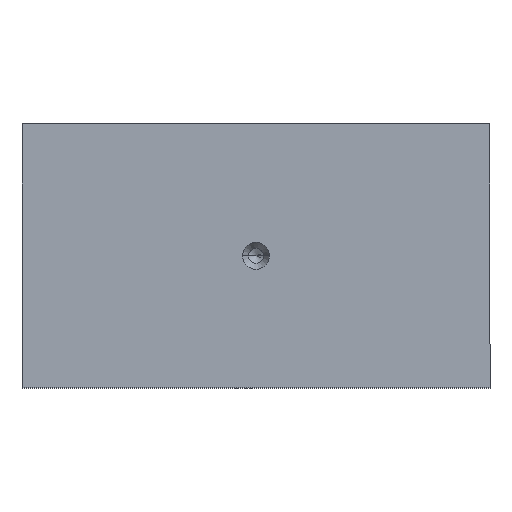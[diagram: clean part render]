
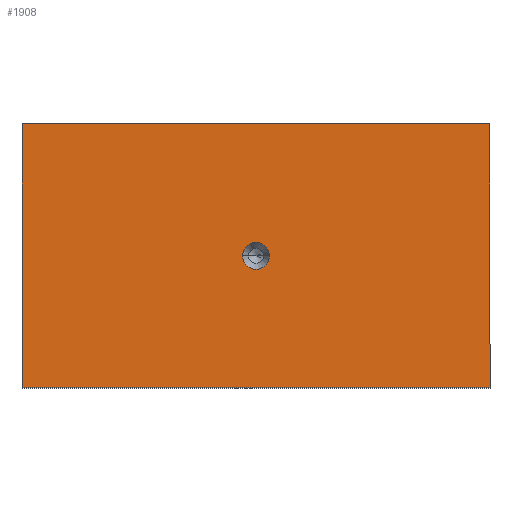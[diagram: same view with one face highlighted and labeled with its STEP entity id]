
A CAD part, top view. The second image highlights one B-rep face of the part: STEP entity #1908.
In plain terms, the highlighted planar face has unit normal (0, 0, 1).
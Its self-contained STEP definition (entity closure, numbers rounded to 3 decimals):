
#56 = EDGE_LOOP ( 'NONE', ( #2046, #2547 ) ) ;
#129 = VERTEX_POINT ( 'NONE', #2314 ) ;
#186 = CARTESIAN_POINT ( 'NONE',  ( -39., -22., 76. ) ) ;
#219 = VERTEX_POINT ( 'NONE', #1158 ) ;
#220 = DIRECTION ( 'NONE',  ( 0., 0., 1. ) ) ;
#232 = FACE_BOUND ( 'NONE', #56, .T. ) ;
#235 = LINE ( 'NONE', #2419, #1976 ) ;
#279 = DIRECTION ( 'NONE',  ( 0., 0., 1. ) ) ;
#285 = VERTEX_POINT ( 'NONE', #558 ) ;
#342 = DIRECTION ( 'NONE',  ( 0., 1., 0. ) ) ;
#475 = LINE ( 'NONE', #1356, #2497 ) ;
#558 = CARTESIAN_POINT ( 'NONE',  ( 39., -22., 76. ) ) ;
#582 = ORIENTED_EDGE ( 'NONE', *, *, #1131, .T. ) ;
#618 = DIRECTION ( 'NONE',  ( 1., 0., 0. ) ) ;
#642 = DIRECTION ( 'NONE',  ( 1., 0., 0. ) ) ;
#646 = ORIENTED_EDGE ( 'NONE', *, *, #746, .T. ) ;
#648 = CARTESIAN_POINT ( 'NONE',  ( -39., 22., 76. ) ) ;
#746 = EDGE_CURVE ( 'NONE', #2361, #285, #2422, .T. ) ;
#833 = CARTESIAN_POINT ( 'NONE',  ( 0., 0., 76. ) ) ;
#850 = PLANE ( 'NONE',  #875 ) ;
#875 = AXIS2_PLACEMENT_3D ( 'NONE', #2106, #1258, #642 ) ;
#882 = LINE ( 'NONE', #2232, #982 ) ;
#982 = VECTOR ( 'NONE', #2251, 1000. ) ;
#1118 = EDGE_CURVE ( 'NONE', #129, #219, #2252, .T. ) ;
#1131 = EDGE_CURVE ( 'NONE', #1134, #2039, #882, .T. ) ;
#1134 = VERTEX_POINT ( 'NONE', #1230 ) ;
#1158 = CARTESIAN_POINT ( 'NONE',  ( 2.25, 0., 76. ) ) ;
#1230 = CARTESIAN_POINT ( 'NONE',  ( 39., 22., 76. ) ) ;
#1258 = DIRECTION ( 'NONE',  ( 0., 0., 1. ) ) ;
#1297 = EDGE_CURVE ( 'NONE', #219, #129, #1717, .T. ) ;
#1356 = CARTESIAN_POINT ( 'NONE',  ( 39., 22., 76. ) ) ;
#1594 = AXIS2_PLACEMENT_3D ( 'NONE', #1851, #220, #618 ) ;
#1606 = DIRECTION ( 'NONE',  ( 1., 0., 0. ) ) ;
#1612 = DIRECTION ( 'NONE',  ( 0., -1., 0. ) ) ;
#1641 = EDGE_LOOP ( 'NONE', ( #2356, #646, #1701, #582 ) ) ;
#1701 = ORIENTED_EDGE ( 'NONE', *, *, #1814, .T. ) ;
#1717 = CIRCLE ( 'NONE', #1954, 2.25 ) ;
#1783 = FACE_OUTER_BOUND ( 'NONE', #1641, .T. ) ;
#1814 = EDGE_CURVE ( 'NONE', #285, #1134, #475, .T. ) ;
#1851 = CARTESIAN_POINT ( 'NONE',  ( 0., 0., 76. ) ) ;
#1881 = VECTOR ( 'NONE', #1606, 1000. ) ;
#1908 = ADVANCED_FACE ( 'NONE', ( #232, #1783 ), #850, .T. ) ;
#1954 = AXIS2_PLACEMENT_3D ( 'NONE', #833, #279, #2458 ) ;
#1976 = VECTOR ( 'NONE', #1612, 1000. ) ;
#2039 = VERTEX_POINT ( 'NONE', #648 ) ;
#2046 = ORIENTED_EDGE ( 'NONE', *, *, #1118, .F. ) ;
#2106 = CARTESIAN_POINT ( 'NONE',  ( -39., -22., 76. ) ) ;
#2232 = CARTESIAN_POINT ( 'NONE',  ( -39., 22., 76. ) ) ;
#2251 = DIRECTION ( 'NONE',  ( -1., 0., 0. ) ) ;
#2252 = CIRCLE ( 'NONE', #1594, 2.25 ) ;
#2314 = CARTESIAN_POINT ( 'NONE',  ( -2.25, 0., 76. ) ) ;
#2346 = EDGE_CURVE ( 'NONE', #2039, #2361, #235, .T. ) ;
#2356 = ORIENTED_EDGE ( 'NONE', *, *, #2346, .T. ) ;
#2361 = VERTEX_POINT ( 'NONE', #2603 ) ;
#2419 = CARTESIAN_POINT ( 'NONE',  ( -39., 22., 76. ) ) ;
#2422 = LINE ( 'NONE', #186, #1881 ) ;
#2458 = DIRECTION ( 'NONE',  ( 1., 0., 0. ) ) ;
#2497 = VECTOR ( 'NONE', #342, 1000. ) ;
#2547 = ORIENTED_EDGE ( 'NONE', *, *, #1297, .F. ) ;
#2603 = CARTESIAN_POINT ( 'NONE',  ( -39., -22., 76. ) ) ;
